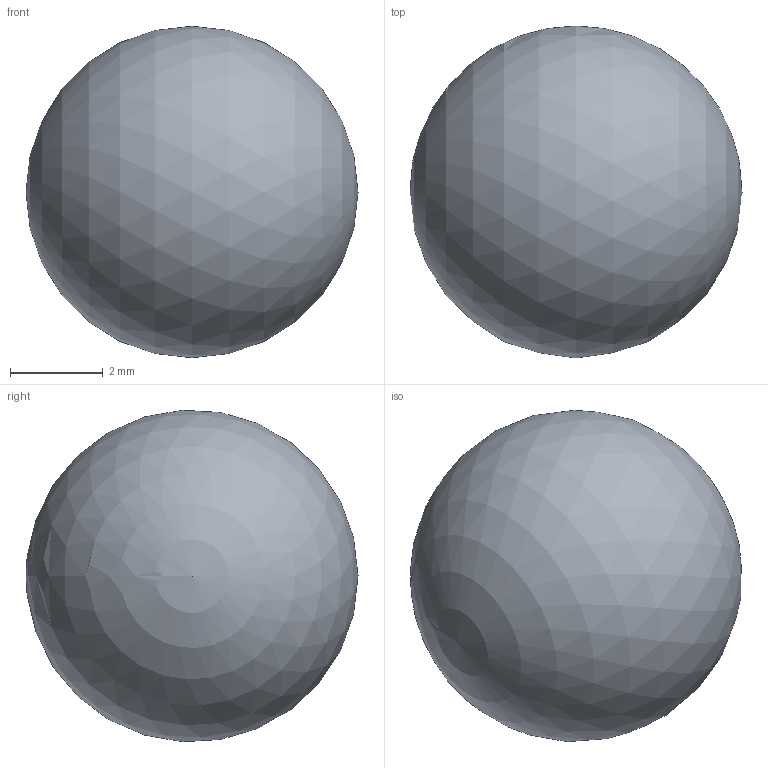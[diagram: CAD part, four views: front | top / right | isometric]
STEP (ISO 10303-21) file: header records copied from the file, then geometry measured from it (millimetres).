
FILE_DESCRIPTION(/* description */ ('STEP AP214'),/* implementation_level */ '2;1');
FILE_NAME(/* name */ '681936ea50d50a4ee48759b0',/* time_stamp */ '2025-05-05T22:08:43Z',/* author */ (''),/* organization */ (''),/* preprocessor_version */ 'ST-DEVELOPER v20',/* originating_system */ 'ONSHAPE BY PTC INC, 1.197',/* authorisation */ ' ');
FILE_SCHEMA (('AUTOMOTIVE_DESIGN {1 0 10303 214 3 1 1}'));
Length unit declared in the file: metre
Products named in the file (1): 6006ZZ Ball
Bounding box: 7.14 x 7.14 x 7.13 mm (x, y, z)
Volume: 190.9 mm3; surface area: 160.3 mm2
Topology: 1 solids, 1 shells, 1 faces, 3 edges, 2 vertices
Faces by surface type: sphere 1
Entity records: 48 total; most frequent: DIRECTION 4, CARTESIAN_POINT 3, PROPERTY_DEFINITION_REPRESENTATION 2, REPRESENTATION 2, PROPERTY_DEFINITION 2, VALUE_REPRESENTATION_ITEM 2, AXIS2_PLACEMENT_3D 2, SHAPE_REPRESENTATION_RELATIONSHIP 1
